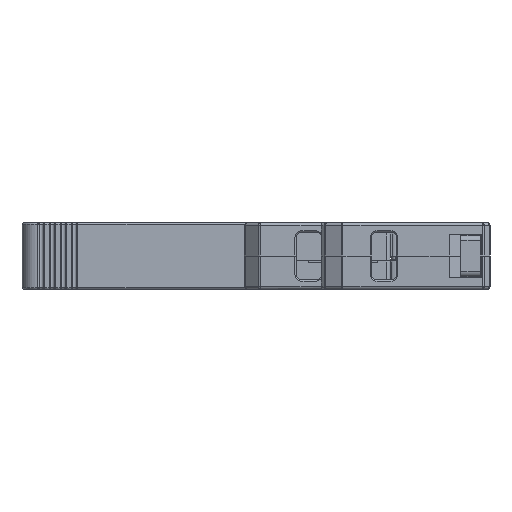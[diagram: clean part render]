
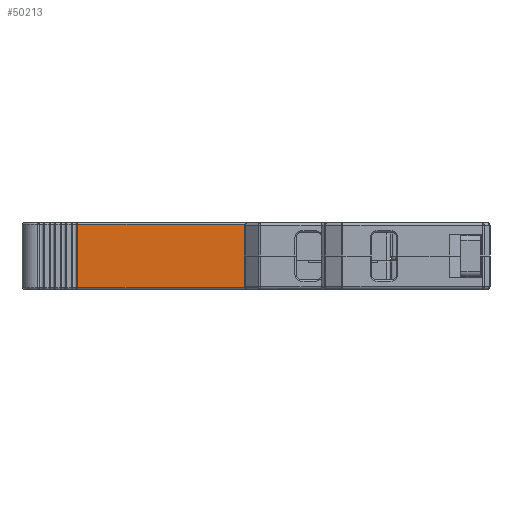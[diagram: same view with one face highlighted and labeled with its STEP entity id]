
A CAD part, left-side view. The second image highlights one B-rep face of the part: STEP entity #50213.
In plain terms, the highlighted planar face has unit normal (-1, 0, 0).
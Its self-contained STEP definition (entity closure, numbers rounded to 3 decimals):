
#46105=DIRECTION('',(0.,0.,1.));
#46106=VECTOR('',#46105,5.8);
#46107=CARTESIAN_POINT('',(-21.45,0.,-0.1));
#46108=LINE('',#46107,#46106);
#46181=DIRECTION('',(0.,0.,1.));
#46182=VECTOR('',#46181,4.5);
#46183=CARTESIAN_POINT('',(-21.45,0.,-5.7));
#46184=LINE('',#46183,#46182);
#46738=DIRECTION('',(0.,1.,0.));
#46739=VECTOR('',#46738,22.5);
#46740=CARTESIAN_POINT('',(-21.45,0.,-0.1));
#46741=LINE('',#46740,#46739);
#46745=DIRECTION('',(0.,0.,1.));
#46746=VECTOR('',#46745,0.1);
#46747=CARTESIAN_POINT('',(-21.45,23.,-0.7));
#46748=LINE('',#46747,#46746);
#46752=DIRECTION('',(0.,1.,0.));
#46753=VECTOR('',#46752,22.5);
#46754=CARTESIAN_POINT('',(-21.45,0.,-1.2));
#46755=LINE('',#46754,#46753);
#46759=DIRECTION('',(0.,1.,0.));
#46760=VECTOR('',#46759,55.1);
#46761=CARTESIAN_POINT('',(-21.45,0.,-5.7));
#46762=LINE('',#46761,#46760);
#46766=DIRECTION('',(0.,0.,-1.));
#46767=VECTOR('',#46766,11.4);
#46768=CARTESIAN_POINT('',(-21.45,55.1,
5.7));
#46769=LINE('',#46768,#46767);
#46773=DIRECTION('',(0.,-1.,0.));
#46774=VECTOR('',#46773,55.1);
#46775=CARTESIAN_POINT('',(-21.45,55.1,
5.7));
#46776=LINE('',#46775,#46774);
#48826=CARTESIAN_POINT('',(-21.45,22.5,-0.6));
#48827=DIRECTION('',(1.,0.,0.));
#48828=DIRECTION('',(0.,1.,0.));
#48829=AXIS2_PLACEMENT_3D('',#48826,#48827,#48828);
#48915=CARTESIAN_POINT('',(-21.45,22.5,-0.7));
#48916=DIRECTION('',(1.,0.,0.));
#48917=DIRECTION('',(0.,0.,-1.));
#48918=AXIS2_PLACEMENT_3D('',#48915,#48916,#48917);
#49340=CARTESIAN_POINT('',(-21.45,55.1,
5.7));
#49341=CARTESIAN_POINT('',(-21.45,0.,5.7));
#49342=VERTEX_POINT('',#49340);
#49343=VERTEX_POINT('',#49341);
#49492=CARTESIAN_POINT('',(-21.45,0.,-5.7));
#49493=CARTESIAN_POINT('',(-21.45,55.1,-5.7));
#49494=VERTEX_POINT('',#49492);
#49495=VERTEX_POINT('',#49493);
#49572=CARTESIAN_POINT('',(-21.45,0.,-1.2));
#49573=VERTEX_POINT('',#49572);
#49574=CARTESIAN_POINT('',(-21.45,0.,-0.1));
#49575=VERTEX_POINT('',#49574);
#49692=CARTESIAN_POINT('',(-21.45,23.,-0.7));
#49693=CARTESIAN_POINT('',(-21.45,23.,-0.6));
#49694=VERTEX_POINT('',#49692);
#49695=VERTEX_POINT('',#49693);
#49696=CARTESIAN_POINT('',(-21.45,22.5,-1.2));
#49697=VERTEX_POINT('',#49696);
#49698=CARTESIAN_POINT('',(-21.45,22.5,-0.1));
#49699=VERTEX_POINT('',#49698);
#50189=CARTESIAN_POINT('',(-21.45,65.2,-6.));
#50190=DIRECTION('',(-1.,0.,0.));
#50191=DIRECTION('',(0.,-1.,0.));
#50192=AXIS2_PLACEMENT_3D('',#50189,#50190,#50191);
#50193=PLANE('',#50192);
#50195=ORIENTED_EDGE('',*,*,#50194,.T.);
#50197=ORIENTED_EDGE('',*,*,#50196,.F.);
#50199=ORIENTED_EDGE('',*,*,#50198,.F.);
#50201=ORIENTED_EDGE('',*,*,#50200,.F.);
#50203=ORIENTED_EDGE('',*,*,#50202,.F.);
#50204=ORIENTED_EDGE('',*,*,#49878,.F.);
#50206=ORIENTED_EDGE('',*,*,#50205,.T.);
#50208=ORIENTED_EDGE('',*,*,#50207,.F.);
#50209=ORIENTED_EDGE('',*,*,#50134,.T.);
#50210=ORIENTED_EDGE('',*,*,#49852,.F.);
#50211=EDGE_LOOP('',(#50195,#50197,#50199,#50201,#50203,#50204,#50206,#50208,
#50209,#50210));
#50212=FACE_OUTER_BOUND('',#50211,.F.);
#48830=CIRCLE('',#48829,0.5);
#48919=CIRCLE('',#48918,0.5);
#49852=EDGE_CURVE('',#49575,#49343,#46108,.T.);
#49878=EDGE_CURVE('',#49494,#49573,#46184,.T.);
#50134=EDGE_CURVE('',#49342,#49343,#46776,.T.);
#50194=EDGE_CURVE('',#49575,#49699,#46741,.T.);
#50196=EDGE_CURVE('',#49695,#49699,#48830,.T.);
#50198=EDGE_CURVE('',#49694,#49695,#46748,.T.);
#50200=EDGE_CURVE('',#49697,#49694,#48919,.T.);
#50202=EDGE_CURVE('',#49573,#49697,#46755,.T.);
#50205=EDGE_CURVE('',#49494,#49495,#46762,.T.);
#50207=EDGE_CURVE('',#49342,#49495,#46769,.T.);
#50213=ADVANCED_FACE('',(#50212),#50193,.T.);
